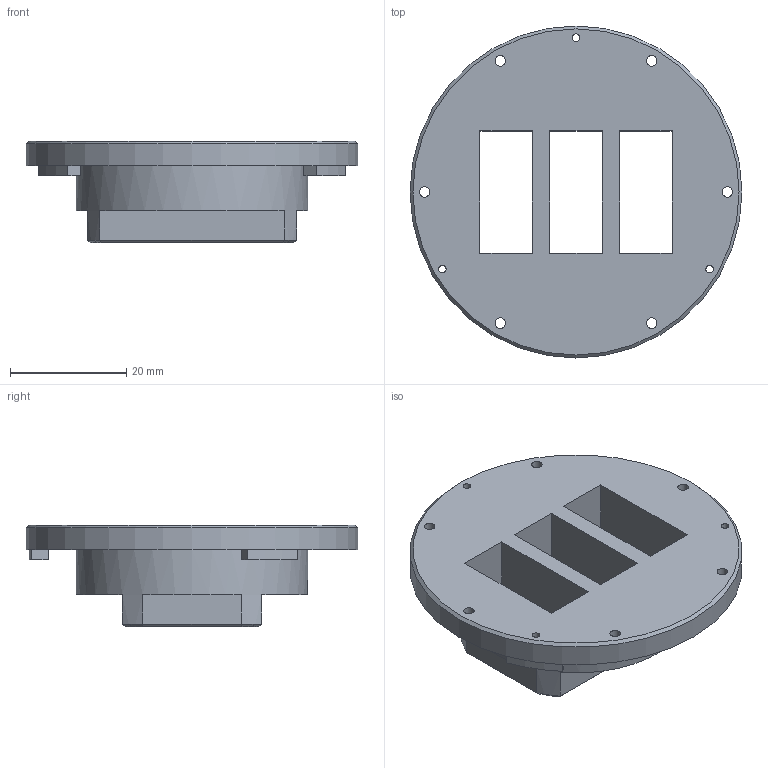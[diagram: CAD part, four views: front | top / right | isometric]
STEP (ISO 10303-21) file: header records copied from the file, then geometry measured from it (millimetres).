
FILE_DESCRIPTION(('HOOPS Exchange Step'),'2;1');
FILE_NAME('temp_export','2023-06-13T19:31:59-04:00',('gmoua'),('Shapr3D Limited'),'HOOPS Exchange 2022.2','Shapr3D','Authorized');
FILE_SCHEMA( ('AUTOMOTIVE_DESIGN { 1 0 10303 214 1 1 1 1 }') );
Length unit declared in the file: millimetre
Products named in the file (1): E Mount Baffle
Bounding box: 57 x 57 x 17.5 mm (x, y, z)
Volume: 15124.8 mm3; surface area: 9792 mm2
Topology: 1 solids, 1 shells, 72 faces, 197 edges, 135 vertices
Faces by surface type: plane 44, cylinder 23, cone 5
Full cylindrical faces by diameter (mm): 1.3 x3, 1.8 x6, 4 x6, 39.8 x1, 57 x1
Entity records: 2419 total; most frequent: CARTESIAN_POINT 453, DIRECTION 409, ORIENTED_EDGE 394, EDGE_CURVE 197, AXIS2_PLACEMENT_3D 155, VERTEX_POINT 135, EDGE_LOOP 104, FACE_BOUND 104
